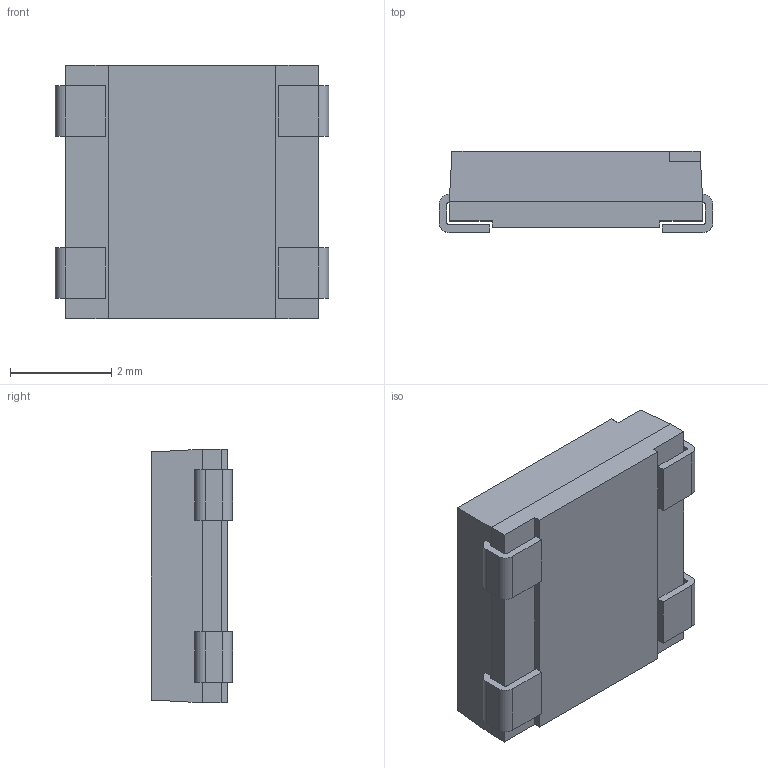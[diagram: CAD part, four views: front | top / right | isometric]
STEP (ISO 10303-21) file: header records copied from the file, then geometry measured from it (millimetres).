
FILE_DESCRIPTION (( 'STEP AP214' ), '1' );
FILE_NAME ('1655.STEP', '2019-07-25T18:07:38', ( '' ), ( '' ), 'SwSTEP 2.0', 'SolidWorks 2017', '' );
FILE_SCHEMA (( 'AUTOMOTIVE_DESIGN' ));
Length unit declared in the file: millimetre
Products named in the file (1): 1655
Bounding box: 5.4 x 1.6 x 5 mm (x, y, z)
Volume: 32.5 mm3; surface area: 96.4 mm2
Topology: 5 solids, 5 shells, 67 faces, 164 edges, 108 vertices
Faces by surface type: plane 49, cylinder 16, cone 2
Entity records: 2032 total; most frequent: CARTESIAN_POINT 340, DIRECTION 336, ORIENTED_EDGE 328, EDGE_CURVE 164, LINE 128, VECTOR 128, VERTEX_POINT 108, AXIS2_PLACEMENT_3D 104
